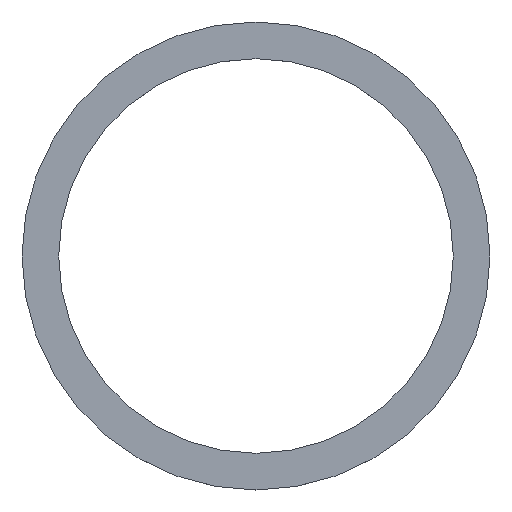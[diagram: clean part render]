
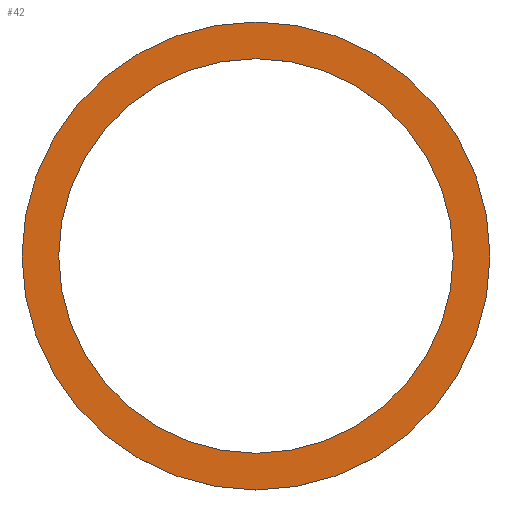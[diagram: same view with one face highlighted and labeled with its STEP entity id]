
A CAD part, top view. The second image highlights one B-rep face of the part: STEP entity #42.
In plain terms, the highlighted planar face has unit normal (0, 0, 1).
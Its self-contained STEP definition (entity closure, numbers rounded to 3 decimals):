
#1 = DIRECTION ( 'NONE',  ( 0., 0., 1. ) ) ;
#2 = AXIS2_PLACEMENT_3D ( 'NONE', #109, #43, #137 ) ;
#7 = CARTESIAN_POINT ( 'NONE',  ( -50.8, 0., 0. ) ) ;
#8 = AXIS2_PLACEMENT_3D ( 'NONE', #94, #201, #202 ) ;
#9 = VERTEX_POINT ( 'NONE', #47 ) ;
#10 = CIRCLE ( 'NONE', #2, 60.25 ) ;
#14 = EDGE_CURVE ( 'NONE', #26, #191, #44, .T. ) ;
#24 = AXIS2_PLACEMENT_3D ( 'NONE', #124, #71, #93 ) ;
#26 = VERTEX_POINT ( 'NONE', #86 ) ;
#31 = EDGE_CURVE ( 'NONE', #56, #9, #104, .T. ) ;
#35 = PLANE ( 'NONE',  #203 ) ;
#36 = FACE_OUTER_BOUND ( 'NONE', #80, .T. ) ;
#42 = ADVANCED_FACE ( 'NONE', ( #131, #36 ), #35, .T. ) ;
#43 = DIRECTION ( 'NONE',  ( 0., 0., 1. ) ) ;
#44 = CIRCLE ( 'NONE', #24, 50.8 ) ;
#46 = DIRECTION ( 'NONE',  ( 1., 0., 0. ) ) ;
#47 = CARTESIAN_POINT ( 'NONE',  ( -60.25, 0., 0. ) ) ;
#55 = DIRECTION ( 'NONE',  ( 1., 0., 0. ) ) ;
#56 = VERTEX_POINT ( 'NONE', #66 ) ;
#66 = CARTESIAN_POINT ( 'NONE',  ( 60.25, 0., 0. ) ) ;
#71 = DIRECTION ( 'NONE',  ( 0., 0., 1. ) ) ;
#73 = EDGE_CURVE ( 'NONE', #191, #26, #111, .T. ) ;
#74 = ORIENTED_EDGE ( 'NONE', *, *, #14, .F. ) ;
#76 = CARTESIAN_POINT ( 'NONE',  ( 0., 0., 0. ) ) ;
#80 = EDGE_LOOP ( 'NONE', ( #126, #174 ) ) ;
#82 = AXIS2_PLACEMENT_3D ( 'NONE', #76, #154, #46 ) ;
#84 = CARTESIAN_POINT ( 'NONE',  ( 0., 0., 0. ) ) ;
#86 = CARTESIAN_POINT ( 'NONE',  ( 50.8, 0., 0. ) ) ;
#93 = DIRECTION ( 'NONE',  ( 1., 0., 0. ) ) ;
#94 = CARTESIAN_POINT ( 'NONE',  ( 0., 0., 0. ) ) ;
#95 = EDGE_LOOP ( 'NONE', ( #74, #164 ) ) ;
#104 = CIRCLE ( 'NONE', #8, 60.25 ) ;
#109 = CARTESIAN_POINT ( 'NONE',  ( 0., 0., 0. ) ) ;
#111 = CIRCLE ( 'NONE', #82, 50.8 ) ;
#124 = CARTESIAN_POINT ( 'NONE',  ( 0., 0., 0. ) ) ;
#126 = ORIENTED_EDGE ( 'NONE', *, *, #31, .T. ) ;
#131 = FACE_BOUND ( 'NONE', #95, .T. ) ;
#137 = DIRECTION ( 'NONE',  ( 1., 0., 0. ) ) ;
#154 = DIRECTION ( 'NONE',  ( 0., 0., 1. ) ) ;
#164 = ORIENTED_EDGE ( 'NONE', *, *, #73, .F. ) ;
#174 = ORIENTED_EDGE ( 'NONE', *, *, #209, .T. ) ;
#191 = VERTEX_POINT ( 'NONE', #7 ) ;
#201 = DIRECTION ( 'NONE',  ( 0., 0., 1. ) ) ;
#202 = DIRECTION ( 'NONE',  ( 1., 0., 0. ) ) ;
#203 = AXIS2_PLACEMENT_3D ( 'NONE', #84, #1, #55 ) ;
#209 = EDGE_CURVE ( 'NONE', #9, #56, #10, .T. ) ;
